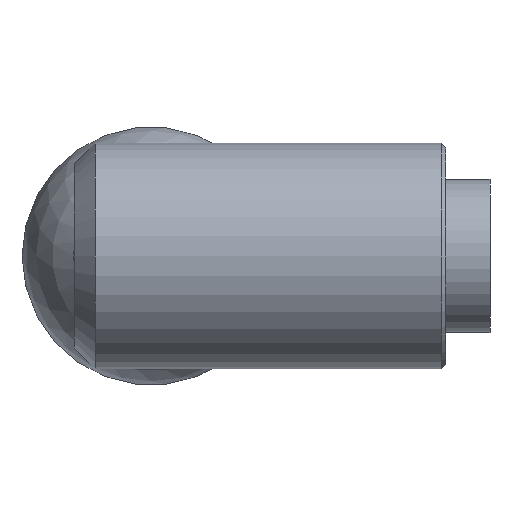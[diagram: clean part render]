
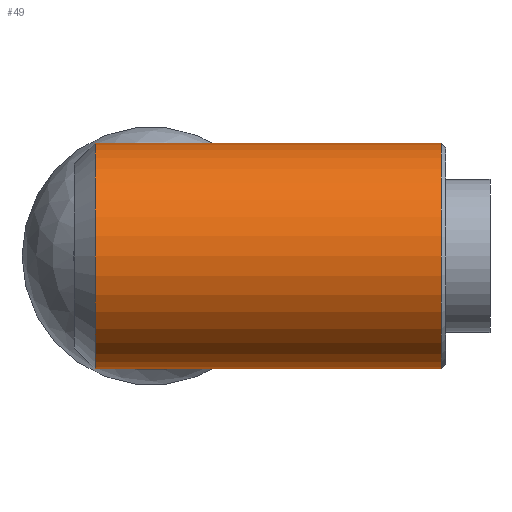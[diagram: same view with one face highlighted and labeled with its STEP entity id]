
A CAD part, left-side view. The second image highlights one B-rep face of the part: STEP entity #49.
In plain terms, the highlighted cylindrical face has radius 14 mm (diameter 28 mm), a full revolution.
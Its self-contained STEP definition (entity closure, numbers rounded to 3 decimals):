
#49 = ADVANCED_FACE( '', ( #103, #104, #105 ), #106, .T. );
#103 = FACE_OUTER_BOUND( '', #162, .T. );
#104 = FACE_BOUND( '', #163, .T. );
#105 = FACE_OUTER_BOUND( '', #164, .T. );
#106 = CYLINDRICAL_SURFACE( '', #165, 14. );
#162 = EDGE_LOOP( '', ( #227 ) );
#163 = EDGE_LOOP( '', ( #228 ) );
#164 = EDGE_LOOP( '', ( #229 ) );
#165 = AXIS2_PLACEMENT_3D( '', #230, #231, #232 );
#227 = ORIENTED_EDGE( '', *, *, #285, .F. );
#228 = ORIENTED_EDGE( '', *, *, #286, .F. );
#229 = ORIENTED_EDGE( '', *, *, #287, .T. );
#230 = CARTESIAN_POINT( '', ( 0., 0., 0. ) );
#231 = DIRECTION( '', ( 0., 1., 0. ) );
#232 = DIRECTION( '', ( 0., 0., -1. ) );
#285 = EDGE_CURVE( '', #317, #317, #318, .T. );
#286 = EDGE_CURVE( '', #319, #319, #320, .T. );
#287 = EDGE_CURVE( '', #321, #321, #322, .T. );
#317 = VERTEX_POINT( '', #354 );
#318 = CIRCLE( '', #355, 14. );
#319 = VERTEX_POINT( '', #356 );
#320 = B_SPLINE_CURVE_WITH_KNOTS( '', 3, ( #357, #358, #359, #360, #361, #362, #363, #364, #365, #366, #367, #368, #369, #370, #371, #372, #373, #374, #375, #376, #377, #378, #379, #380, #381, #382, #383, #384, #385, #386, #387, #388, #389, #390, #391, #392, #393, #394, #395, #396, #397, #398, #399, #400, #401, #402, #403, #404, #405, #406, #407, #408, #409, #410, #411, #412, #413, #414, #415, #416, #417, #418, #419, #420, #421, #422, #423, #424, #425, #426, #427, #428, #429, #430, #431, #432, #433, #434, #435, #436, #437, #438, #439, #440, #441, #442 ), .UNSPECIFIED., .T., .F., ( 2, 2, 2, 2, 2, 2, 2, 2, 2, 2, 2, 2, 2, 2, 2, 2, 2, 2, 2, 2, 2, 2, 2, 2, 2, 2, 2, 2, 2, 2, 2, 2, 2, 2, 2, 2, 2, 2, 2, 2, 2, 2, 2, 2, 2 ), ( -0.001, 0., 0.001, 0.002, 0.004, 0.004, 0.005, 0.006, 0.007, 0.008, 0.008, 0.009, 0.01, 0.011, 0.012, 0.013, 0.014, 0.015, 0.016, 0.017, 0.018, 0.019, 0.02, 0.02, 0.021, 0.022, 0.023, 0.023, 0.024, 0.025, 0.026, 0.027, 0.028, 0.028, 0.03, 0.031, 0.032, 0.033, 0.034, 0.034, 0.036, 0.037, 0.037, 0.038, 0.039 ), .UNSPECIFIED. );
#321 = VERTEX_POINT( '', #443 );
#322 = CIRCLE( '', #444, 14. );
#354 = CARTESIAN_POINT( '', ( 0., 6.05, -14. ) );
#355 = AXIS2_PLACEMENT_3D( '', #476, #477, #478 );
#356 = CARTESIAN_POINT( '', ( 12.649, 42., -6. ) );
#357 = CARTESIAN_POINT( '', ( 12.649, 41.799, -6. ) );
#358 = CARTESIAN_POINT( '', ( 12.649, 42.402, -6. ) );
#359 = CARTESIAN_POINT( '', ( 12.668, 42.795, -5.96 ) );
#360 = CARTESIAN_POINT( '', ( 12.74, 43.568, -5.805 ) );
#361 = CARTESIAN_POINT( '', ( 12.794, 43.951, -5.687 ) );
#362 = CARTESIAN_POINT( '', ( 12.924, 44.675, -5.385 ) );
#363 = CARTESIAN_POINT( '', ( 13., 45.017, -5.201 ) );
#364 = CARTESIAN_POINT( '', ( 13.124, 45.503, -4.875 ) );
#365 = CARTESIAN_POINT( '', ( 13.167, 45.661, -4.758 ) );
#366 = CARTESIAN_POINT( '', ( 13.254, 45.961, -4.511 ) );
#367 = CARTESIAN_POINT( '', ( 13.298, 46.104, -4.381 ) );
#368 = CARTESIAN_POINT( '', ( 13.428, 46.514, -3.971 ) );
#369 = CARTESIAN_POINT( '', ( 13.514, 46.762, -3.671 ) );
#370 = CARTESIAN_POINT( '', ( 13.674, 47.199, -3.02 ) );
#371 = CARTESIAN_POINT( '', ( 13.746, 47.384, -2.678 ) );
#372 = CARTESIAN_POINT( '', ( 13.837, 47.61, -2.137 ) );
#373 = CARTESIAN_POINT( '', ( 13.864, 47.677, -1.953 ) );
#374 = CARTESIAN_POINT( '', ( 13.913, 47.793, -1.574 ) );
#375 = CARTESIAN_POINT( '', ( 13.933, 47.843, -1.38 ) );
#376 = CARTESIAN_POINT( '', ( 13.983, 47.96, -0.797 ) );
#377 = CARTESIAN_POINT( '', ( 14., 47.999, -0.405 ) );
#378 = CARTESIAN_POINT( '', ( 14., 48., 0.191 ) );
#379 = CARTESIAN_POINT( '', ( 13.996, 47.991, 0.392 ) );
#380 = CARTESIAN_POINT( '', ( 13.979, 47.951, 0.789 ) );
#381 = CARTESIAN_POINT( '', ( 13.967, 47.922, 0.985 ) );
#382 = CARTESIAN_POINT( '', ( 13.918, 47.805, 1.566 ) );
#383 = CARTESIAN_POINT( '', ( 13.869, 47.69, 1.944 ) );
#384 = CARTESIAN_POINT( '', ( 13.747, 47.385, 2.675 ) );
#385 = CARTESIAN_POINT( '', ( 13.675, 47.2, 3.019 ) );
#386 = CARTESIAN_POINT( '', ( 13.516, 46.767, 3.664 ) );
#387 = CARTESIAN_POINT( '', ( 13.429, 46.516, 3.969 ) );
#388 = CARTESIAN_POINT( '', ( 13.254, 45.968, 4.517 ) );
#389 = CARTESIAN_POINT( '', ( 13.167, 45.67, 4.762 ) );
#390 = CARTESIAN_POINT( '', ( 13.043, 45.185, 5.089 ) );
#391 = CARTESIAN_POINT( '', ( 13.003, 45.016, 5.191 ) );
#392 = CARTESIAN_POINT( '', ( 12.927, 44.672, 5.376 ) );
#393 = CARTESIAN_POINT( '', ( 12.892, 44.496, 5.46 ) );
#394 = CARTESIAN_POINT( '', ( 12.795, 43.957, 5.685 ) );
#395 = CARTESIAN_POINT( '', ( 12.742, 43.582, 5.801 ) );
#396 = CARTESIAN_POINT( '', ( 12.668, 42.799, 5.96 ) );
#397 = CARTESIAN_POINT( '', ( 12.649, 42.404, 5.999 ) );
#398 = CARTESIAN_POINT( '', ( 12.649, 41.811, 6. ) );
#399 = CARTESIAN_POINT( '', ( 12.653, 41.613, 5.991 ) );
#400 = CARTESIAN_POINT( '', ( 12.672, 41.216, 5.952 ) );
#401 = CARTESIAN_POINT( '', ( 12.686, 41.017, 5.922 ) );
#402 = CARTESIAN_POINT( '', ( 12.74, 40.434, 5.806 ) );
#403 = CARTESIAN_POINT( '', ( 12.792, 40.058, 5.691 ) );
#404 = CARTESIAN_POINT( '', ( 12.89, 39.513, 5.464 ) );
#405 = CARTESIAN_POINT( '', ( 12.926, 39.334, 5.379 ) );
#406 = CARTESIAN_POINT( '', ( 13.001, 38.989, 5.194 ) );
#407 = CARTESIAN_POINT( '', ( 13.041, 38.823, 5.093 ) );
#408 = CARTESIAN_POINT( '', ( 13.123, 38.5, 4.877 ) );
#409 = CARTESIAN_POINT( '', ( 13.166, 38.345, 4.762 ) );
#410 = CARTESIAN_POINT( '', ( 13.252, 38.044, 4.516 ) );
#411 = CARTESIAN_POINT( '', ( 13.297, 37.899, 4.384 ) );
#412 = CARTESIAN_POINT( '', ( 13.428, 37.485, 3.971 ) );
#413 = CARTESIAN_POINT( '', ( 13.514, 37.239, 3.672 ) );
#414 = CARTESIAN_POINT( '', ( 13.673, 36.806, 3.028 ) );
#415 = CARTESIAN_POINT( '', ( 13.746, 36.617, 2.678 ) );
#416 = CARTESIAN_POINT( '', ( 13.868, 36.314, 1.955 ) );
#417 = CARTESIAN_POINT( '', ( 13.916, 36.198, 1.58 ) );
#418 = CARTESIAN_POINT( '', ( 13.966, 36.08, 0.998 ) );
#419 = CARTESIAN_POINT( '', ( 13.979, 36.05, 0.799 ) );
#420 = CARTESIAN_POINT( '', ( 13.996, 36.01, 0.402 ) );
#421 = CARTESIAN_POINT( '', ( 14., 36., 0.204 ) );
#422 = CARTESIAN_POINT( '', ( 14., 36., -0.39 ) );
#423 = CARTESIAN_POINT( '', ( 13.984, 36.038, -0.785 ) );
#424 = CARTESIAN_POINT( '', ( 13.917, 36.195, -1.57 ) );
#425 = CARTESIAN_POINT( '', ( 13.869, 36.311, -1.946 ) );
#426 = CARTESIAN_POINT( '', ( 13.748, 36.613, -2.671 ) );
#427 = CARTESIAN_POINT( '', ( 13.674, 36.801, -3.021 ) );
#428 = CARTESIAN_POINT( '', ( 13.515, 37.235, -3.667 ) );
#429 = CARTESIAN_POINT( '', ( 13.429, 37.481, -3.967 ) );
#430 = CARTESIAN_POINT( '', ( 13.298, 37.895, -4.38 ) );
#431 = CARTESIAN_POINT( '', ( 13.254, 38.04, -4.512 ) );
#432 = CARTESIAN_POINT( '', ( 13.167, 38.34, -4.759 ) );
#433 = CARTESIAN_POINT( '', ( 13.125, 38.496, -4.874 ) );
#434 = CARTESIAN_POINT( '', ( 13.001, 38.978, -5.198 ) );
#435 = CARTESIAN_POINT( '', ( 12.925, 39.322, -5.384 ) );
#436 = CARTESIAN_POINT( '', ( 12.793, 40.051, -5.688 ) );
#437 = CARTESIAN_POINT( '', ( 12.741, 40.426, -5.803 ) );
#438 = CARTESIAN_POINT( '', ( 12.687, 41.005, -5.92 ) );
#439 = CARTESIAN_POINT( '', ( 12.673, 41.201, -5.95 ) );
#440 = CARTESIAN_POINT( '', ( 12.654, 41.598, -5.99 ) );
#441 = CARTESIAN_POINT( '', ( 12.649, 41.799, -6. ) );
#442 = CARTESIAN_POINT( '', ( 12.649, 42.402, -6. ) );
#443 = CARTESIAN_POINT( '', ( 0., 48.925, -14. ) );
#444 = AXIS2_PLACEMENT_3D( '', #479, #480, #481 );
#476 = CARTESIAN_POINT( '', ( 0., 6.05, 0. ) );
#477 = DIRECTION( '', ( 0., -1., 0. ) );
#478 = DIRECTION( '', ( 0., 0., -1. ) );
#479 = CARTESIAN_POINT( '', ( 0., 48.925, 0. ) );
#480 = DIRECTION( '', ( 0., -1., 0. ) );
#481 = DIRECTION( '', ( 0., 0., -1. ) );
